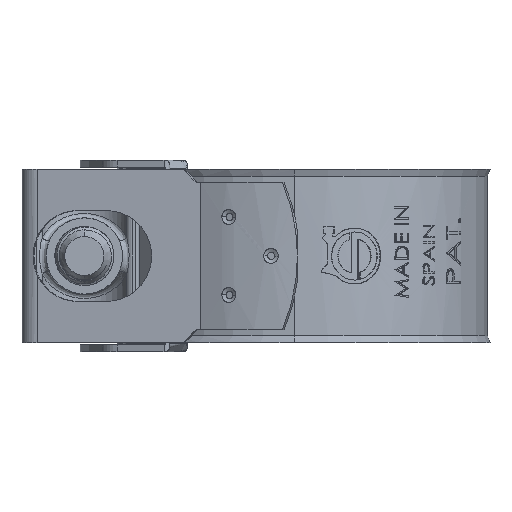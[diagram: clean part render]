
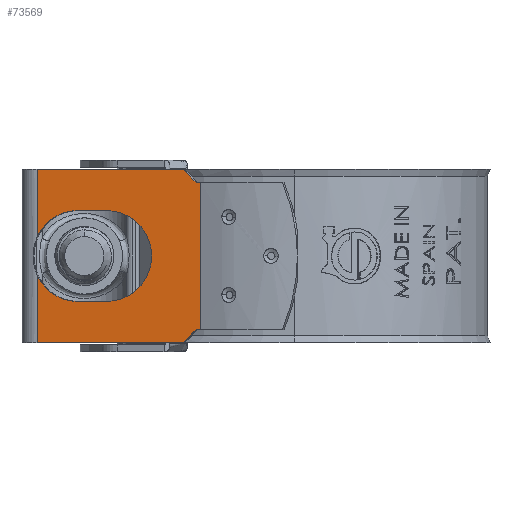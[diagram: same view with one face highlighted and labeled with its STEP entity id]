
A CAD part, left-side view. The second image highlights one B-rep face of the part: STEP entity #73569.
In plain terms, the highlighted planar face has unit normal (-0.992, 0.124, 0).
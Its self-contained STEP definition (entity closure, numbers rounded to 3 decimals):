
#332 = DIRECTION ( 'NONE',  ( -0.992, 0.125, 0. ) ) ;
#887 = VERTEX_POINT ( 'NONE', #48689 ) ;
#1534 = CARTESIAN_POINT ( 'NONE',  ( -20.841, 10.095, -17.277 ) ) ;
#2547 = CARTESIAN_POINT ( 'NONE',  ( -20.75, 10.817, -20. ) ) ;
#2692 = CARTESIAN_POINT ( 'NONE',  ( -19.389, 21.664, -15.25 ) ) ;
#2789 = DIRECTION ( 'NONE',  ( 0., 0., 1. ) ) ;
#3502 = ORIENTED_EDGE ( 'NONE', *, *, #3852, .T. ) ;
#3633 = VERTEX_POINT ( 'NONE', #25917 ) ;
#3698 = VERTEX_POINT ( 'NONE', #48314 ) ;
#3852 = EDGE_CURVE ( 'NONE', #24161, #9902, #15860, .T. ) ;
#3928 = CARTESIAN_POINT ( 'NONE',  ( -21.363, 5.929, -1.5 ) ) ;
#4469 = ORIENTED_EDGE ( 'NONE', *, *, #16259, .F. ) ;
#4662 = VECTOR ( 'NONE', #32570, 1000. ) ;
#5203 = LINE ( 'NONE', #47570, #70870 ) ;
#5230 = VERTEX_POINT ( 'NONE', #72303 ) ;
#5483 = LINE ( 'NONE', #2547, #72107 ) ;
#5735 = EDGE_CURVE ( 'NONE', #37016, #9888, #71027, .T. ) ;
#5980 = DIRECTION ( 'NONE',  ( 0.125, 0.992, 0. ) ) ;
#8070 = CARTESIAN_POINT ( 'NONE',  ( -18.384, 29.666, -12.203 ) ) ;
#8897 = DIRECTION ( 'NONE',  ( 0., 0., 1. ) ) ;
#9056 = AXIS2_PLACEMENT_3D ( 'NONE', #23494, #51662, #63938 ) ;
#9888 = VERTEX_POINT ( 'NONE', #24127 ) ;
#9902 = VERTEX_POINT ( 'NONE', #24612 ) ;
#10521 = EDGE_CURVE ( 'NONE', #40654, #24161, #24380, .T. ) ;
#10578 = DIRECTION ( 'NONE',  ( 0.088, 0.704, 0.705 ) ) ;
#11343 = CARTESIAN_POINT ( 'NONE',  ( -20.841, 10.095, -2.723 ) ) ;
#11803 = CARTESIAN_POINT ( 'NONE',  ( -18.978, 24.938, -10. ) ) ;
#12235 = VECTOR ( 'NONE', #8897, 1000. ) ;
#12728 = ORIENTED_EDGE ( 'NONE', *, *, #60431, .F. ) ;
#14614 = EDGE_CURVE ( 'NONE', #64892, #74541, #27565, .T. ) ;
#15294 = CARTESIAN_POINT ( 'NONE',  ( -21.363, 5.929, -18.5 ) ) ;
#15599 = ORIENTED_EDGE ( 'NONE', *, *, #32470, .F. ) ;
#15705 = CARTESIAN_POINT ( 'NONE',  ( -20.75, 10.817, -1.5 ) ) ;
#15777 = PLANE ( 'NONE',  #52236 ) ;
#15860 = LINE ( 'NONE', #11343, #41088 ) ;
#15972 = DIRECTION ( 'NONE',  ( 0., 0., 1. ) ) ;
#16259 = EDGE_CURVE ( 'NONE', #48862, #9902, #57421, .T. ) ;
#16739 = LINE ( 'NONE', #15294, #41010 ) ;
#17215 = ORIENTED_EDGE ( 'NONE', *, *, #33835, .F. ) ;
#17375 = CARTESIAN_POINT ( 'NONE',  ( -19.389, 21.664, -10. ) ) ;
#18775 = VECTOR ( 'NONE', #54286, 1000. ) ;
#20118 = CARTESIAN_POINT ( 'NONE',  ( -18.384, 29.666, -20. ) ) ;
#21252 = EDGE_CURVE ( 'NONE', #3633, #72116, #60312, .T. ) ;
#22859 = VECTOR ( 'NONE', #15972, 1000. ) ;
#23494 = CARTESIAN_POINT ( 'NONE',  ( -19.389, 21.664, -10. ) ) ;
#23699 = ORIENTED_EDGE ( 'NONE', *, *, #14614, .F. ) ;
#24127 = CARTESIAN_POINT ( 'NONE',  ( -20.687, 11.316, -18.5 ) ) ;
#24161 = VERTEX_POINT ( 'NONE', #29068 ) ;
#24380 = LINE ( 'NONE', #3928, #4662 ) ;
#24612 = CARTESIAN_POINT ( 'NONE',  ( -20.5, 12.812, 0. ) ) ;
#25917 = CARTESIAN_POINT ( 'NONE',  ( -20.042, 16.454, -10. ) ) ;
#26124 = DIRECTION ( 'NONE',  ( -0.125, -0.992, 0. ) ) ;
#27565 = LINE ( 'NONE', #48131, #12235 ) ;
#28738 = CARTESIAN_POINT ( 'NONE',  ( -18.384, 29.666, 0. ) ) ;
#29068 = CARTESIAN_POINT ( 'NONE',  ( -20.687, 11.316, -1.5 ) ) ;
#31881 = ORIENTED_EDGE ( 'NONE', *, *, #62812, .F. ) ;
#32470 = EDGE_CURVE ( 'NONE', #72116, #47085, #54604, .T. ) ;
#32570 = DIRECTION ( 'NONE',  ( 0.125, 0.992, 0. ) ) ;
#32918 = EDGE_CURVE ( 'NONE', #9888, #5230, #16739, .T. ) ;
#33788 = ORIENTED_EDGE ( 'NONE', *, *, #10521, .T. ) ;
#33835 = EDGE_CURVE ( 'NONE', #74541, #41476, #45031, .T. ) ;
#34213 = DIRECTION ( 'NONE',  ( -0.992, 0.125, 0. ) ) ;
#34463 = DIRECTION ( 'NONE',  ( -0.125, -0.992, 0. ) ) ;
#35618 = CIRCLE ( 'NONE', #66712, 5.25 ) ;
#36050 = DIRECTION ( 'NONE',  ( -0.992, 0.125, 0. ) ) ;
#36733 = DIRECTION ( 'NONE',  ( -0.125, -0.992, 0. ) ) ;
#37016 = VERTEX_POINT ( 'NONE', #39063 ) ;
#39063 = CARTESIAN_POINT ( 'NONE',  ( -20.5, 12.812, -20. ) ) ;
#40505 = DIRECTION ( 'NONE',  ( -0.125, -0.992, 0. ) ) ;
#40654 = VERTEX_POINT ( 'NONE', #15705 ) ;
#40747 = ORIENTED_EDGE ( 'NONE', *, *, #21252, .F. ) ;
#41010 = VECTOR ( 'NONE', #61338, 1000. ) ;
#41088 = VECTOR ( 'NONE', #10578, 1000. ) ;
#41476 = VERTEX_POINT ( 'NONE', #43836 ) ;
#41568 = CARTESIAN_POINT ( 'NONE',  ( -18.978, 24.938, -10. ) ) ;
#41698 = FACE_OUTER_BOUND ( 'NONE', #71863, .T. ) ;
#42348 = DIRECTION ( 'NONE',  ( -0.125, -0.992, 0. ) ) ;
#43836 = CARTESIAN_POINT ( 'NONE',  ( -18.978, 24.938, -15.25 ) ) ;
#44216 = ORIENTED_EDGE ( 'NONE', *, *, #52923, .T. ) ;
#45031 = CIRCLE ( 'NONE', #67308, 5.25 ) ;
#45110 = ORIENTED_EDGE ( 'NONE', *, *, #57289, .T. ) ;
#45492 = CARTESIAN_POINT ( 'NONE',  ( -19.389, 21.664, -4.75 ) ) ;
#47085 = VERTEX_POINT ( 'NONE', #62571 ) ;
#47570 = CARTESIAN_POINT ( 'NONE',  ( -18.384, 29.666, -20. ) ) ;
#48131 = CARTESIAN_POINT ( 'NONE',  ( -18.384, 29.666, -20. ) ) ;
#48314 = CARTESIAN_POINT ( 'NONE',  ( -18.384, 29.666, -7.797 ) ) ;
#48689 = CARTESIAN_POINT ( 'NONE',  ( -19.389, 21.664, -15.25 ) ) ;
#48862 = VERTEX_POINT ( 'NONE', #28738 ) ;
#51202 = AXIS2_PLACEMENT_3D ( 'NONE', #17375, #332, #40505 ) ;
#51591 = CIRCLE ( 'NONE', #51202, 5.25 ) ;
#51662 = DIRECTION ( 'NONE',  ( -0.992, 0.125, 0. ) ) ;
#52236 = AXIS2_PLACEMENT_3D ( 'NONE', #66890, #56054, #56305 ) ;
#52589 = ORIENTED_EDGE ( 'NONE', *, *, #5735, .T. ) ;
#52923 = EDGE_CURVE ( 'NONE', #5230, #40654, #5483, .T. ) ;
#53216 = LINE ( 'NONE', #2692, #54164 ) ;
#53368 = LINE ( 'NONE', #68110, #22859 ) ;
#54164 = VECTOR ( 'NONE', #42348, 1000. ) ;
#54286 = DIRECTION ( 'NONE',  ( -0.088, -0.704, 0.705 ) ) ;
#54604 = LINE ( 'NONE', #45492, #56466 ) ;
#55324 = CARTESIAN_POINT ( 'NONE',  ( -18.384, 29.666, 0. ) ) ;
#56054 = DIRECTION ( 'NONE',  ( -0.992, 0.125, 0. ) ) ;
#56305 = DIRECTION ( 'NONE',  ( 0., 0., 1. ) ) ;
#56466 = VECTOR ( 'NONE', #5980, 1000. ) ;
#57289 = EDGE_CURVE ( 'NONE', #64892, #37016, #5203, .T. ) ;
#57421 = LINE ( 'NONE', #55324, #70925 ) ;
#59215 = EDGE_CURVE ( 'NONE', #887, #3633, #51591, .T. ) ;
#59753 = EDGE_CURVE ( 'NONE', #3698, #48862, #53368, .T. ) ;
#59941 = DIRECTION ( 'NONE',  ( -0.125, -0.992, 0. ) ) ;
#60312 = CIRCLE ( 'NONE', #9056, 5.25 ) ;
#60431 = EDGE_CURVE ( 'NONE', #41476, #887, #53216, .T. ) ;
#61338 = DIRECTION ( 'NONE',  ( -0.125, -0.992, 0. ) ) ;
#61991 = ORIENTED_EDGE ( 'NONE', *, *, #32918, .T. ) ;
#62571 = CARTESIAN_POINT ( 'NONE',  ( -18.978, 24.938, -4.75 ) ) ;
#62812 = EDGE_CURVE ( 'NONE', #47085, #3698, #35618, .T. ) ;
#63633 = ORIENTED_EDGE ( 'NONE', *, *, #59753, .F. ) ;
#63938 = DIRECTION ( 'NONE',  ( -0.125, -0.992, 0. ) ) ;
#64892 = VERTEX_POINT ( 'NONE', #20118 ) ;
#66712 = AXIS2_PLACEMENT_3D ( 'NONE', #11803, #34213, #34463 ) ;
#66890 = CARTESIAN_POINT ( 'NONE',  ( -18.384, 29.666, -20. ) ) ;
#67308 = AXIS2_PLACEMENT_3D ( 'NONE', #41568, #36050, #59941 ) ;
#68110 = CARTESIAN_POINT ( 'NONE',  ( -18.384, 29.666, -20. ) ) ;
#68661 = ORIENTED_EDGE ( 'NONE', *, *, #59215, .F. ) ;
#70870 = VECTOR ( 'NONE', #36733, 1000. ) ;
#70925 = VECTOR ( 'NONE', #26124, 1000. ) ;
#71027 = LINE ( 'NONE', #1534, #18775 ) ;
#71863 = EDGE_LOOP ( 'NONE', ( #31881, #15599, #40747, #68661, #12728, #17215, #23699, #45110, #52589, #61991, #44216, #33788, #3502, #4469, #63633 ) ) ;
#72107 = VECTOR ( 'NONE', #2789, 1000. ) ;
#72116 = VERTEX_POINT ( 'NONE', #72363 ) ;
#72303 = CARTESIAN_POINT ( 'NONE',  ( -20.75, 10.817, -18.5 ) ) ;
#72363 = CARTESIAN_POINT ( 'NONE',  ( -19.389, 21.664, -4.75 ) ) ;
#73569 = ADVANCED_FACE ( 'NONE', ( #41698 ), #15777, .T. ) ;
#74541 = VERTEX_POINT ( 'NONE', #8070 ) ;
